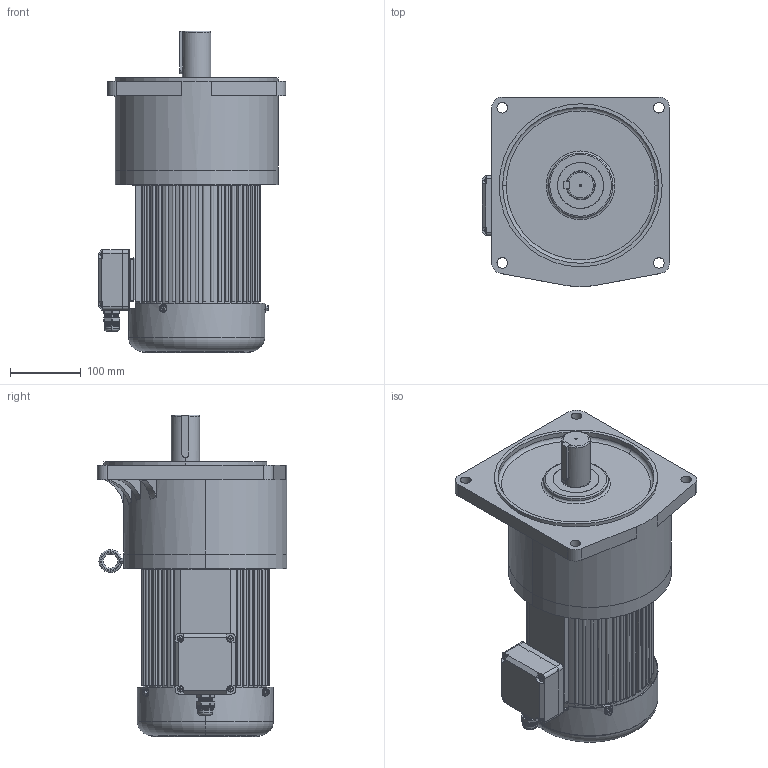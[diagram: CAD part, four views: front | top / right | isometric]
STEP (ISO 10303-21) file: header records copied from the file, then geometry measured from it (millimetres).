
FILE_DESCRIPTION (( 'STEP AP203' ), '1' );
FILE_NAME ('(標準品)G15V1500W(5B88XXX100)(減速比共用).STEP', '2016-01-28T08:43:06', ( 'SE' ), ( 'SE' ), 'SwSTEP 2.0', 'SolidWorks 2010', '' );
FILE_SCHEMA (( 'CONFIG_CONTROL_DESIGN' ));
Length unit declared in the file: millimetre
Products named in the file (17): 出線盒下蓋; 10x8xL_60L; 外六角內十字螺絲M5 x 10_ISO 4162 - M5 x 10 x 10-N; M8x16吊環(G14.G15前蓋用); 1500W風扇蓋190x70L／缺口84(圓角)_SHIφ190*70L; 1500W後蓋SAB_Default; (標準品)G15V1500W(5B88XXX100)(減速比共用); 成品-塑膠T盒; 出線盒上蓋; ･Xｽuｲｰｹﾔ､TH-UP3(PVC2mmｫp); 丸頭螺絲 M4 x35 --35N_JIS B 1111 Binding head screw M4 x 8 --8N; 出線頭 Ver.2; G15VBOX1_Default; G150S1_Default; 油封40x65x10; G15-1K5C1-03; 1500W馬達筒M1K5C1A
Assembly tree (21 placements, depth 3):
  (標準品)G15V1500W(5B88XXX100)(減速比共用)
    1500W後蓋SAB_Default
    G15-1K5C1-03
    油封40x65x10
    10x8xL_60L
    外六角內十字螺絲M5 x 10_ISO 4162 - M5 x 10 x 10-N  x3
    M8x16吊環(G14.G15前蓋用)
    成品-塑膠T盒
      丸頭螺絲 M4 x35 --35N_JIS B 1111 Binding head screw M4 x 8 --8N  x4
      出線盒下蓋
      ･Xｽuｲｰｹﾔ､TH-UP3(PVC2mmｫp)
      出線頭 Ver.2
      出線盒上蓋
    1500W馬達筒M1K5C1A
    G150S1_Default
    1500W風扇蓋190x70L／缺口84(圓角)_SHIφ190*70L
    G15VBOX1_Default
Bounding box: 264 x 267.5 x 454 mm (x, y, z)
Volume: 11224587.1 mm3; surface area: 826329 mm2
Topology: 20 solids, 23 shells, 3144 faces, 8442 edges, 5376 vertices
Faces by surface type: plane 1208, cone 930, cylinder 877, torus 83, bspline 24, sphere 22
Entity records: 70271 total; most frequent: CARTESIAN_POINT 14375, ORIENTED_EDGE 11300, DIRECTION 11166, EDGE_CURVE 5650, AXIS2_PLACEMENT_3D 3736, LINE 3694, VECTOR 3694, VERTEX_POINT 3643
